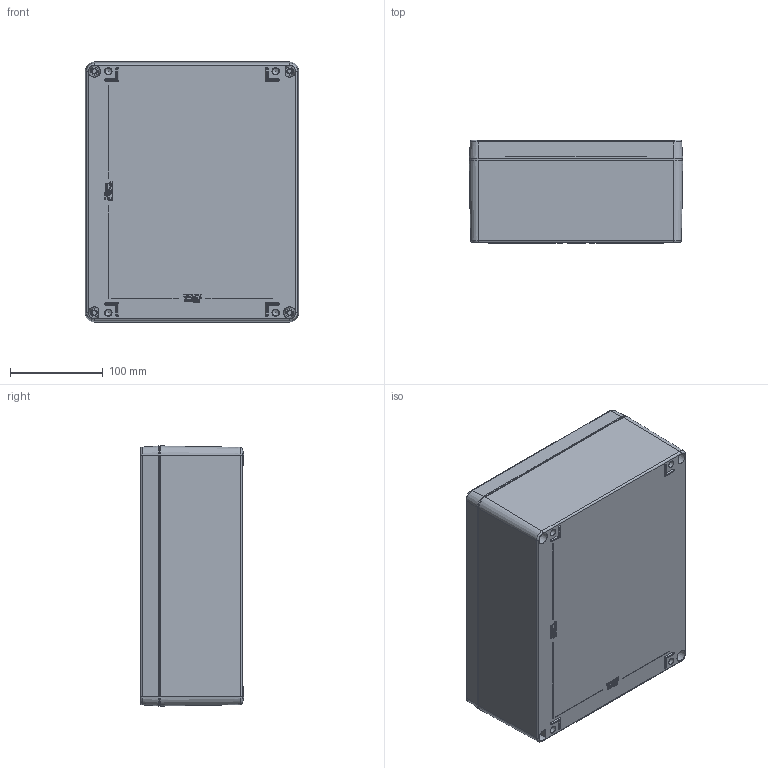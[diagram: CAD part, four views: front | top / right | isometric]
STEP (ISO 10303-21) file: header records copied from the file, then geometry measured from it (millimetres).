
FILE_DESCRIPTION( ( 'STEP AP214' ), '1' );
FILE_NAME( '15001501.stp', '2020-07-23T16:12:17', ( 'License CC BY-ND 4.0' ), ( 'CADENAS' ), ' ', 'PARTsolutions', ' ' );
FILE_SCHEMA( ( 'AUTOMOTIVE_DESIGN { 1 0 10303 214 1 1 1 1 }' ) );
Length unit declared in the file: millimetre
Products named in the file (18): 15001501; KASTEN-AL2823-11-1; SCHRAUBE_AL-GEH-M6X25-1; KASTEN-AL2823-11; DECKEL-AL2823; SCHRAUBE_AL-GEH-M6X25
Assembly tree (20 placements, depth 2):
  15001501
    KASTEN-AL2823-11-1
    KASTEN-AL2823-11-1
    KASTEN-AL2823-11-1
    KASTEN-AL2823-11-1
    KASTEN-AL2823-11-1
    KASTEN-AL2823-11-1
    KASTEN-AL2823-11-1
    KASTEN-AL2823-11-1
    KASTEN-AL2823-11-1
    KASTEN-AL2823-11-1
    KASTEN-AL2823-11-1
    KASTEN-AL2823-11-1
    SCHRAUBE_AL-GEH-M6X25-1
    KASTEN-AL2823-11
    DECKEL-AL2823
    SCHRAUBE_AL-GEH-M6X25  x4
    KASTEN-AL2823-11-1
Bounding box: 230 x 111 x 280 mm (x, y, z)
Volume: 1172465.2 mm3; surface area: 498263.5 mm2
Topology: 6 solids, 59 shells, 1409 faces, 3648 edges, 2431 vertices
Faces by surface type: plane 597, extrusion 325, cylinder 231, cone 112, torus 102, bspline 38, sphere 4
Full cylindrical faces by diameter (mm): 4.5 x2, 4.9 x1, 5 x22, 5.25 x4, 6 x14, 6.4 x5, 6.5 x14, 7.2 x5
Entity records: 47597 total; most frequent: CARTESIAN_POINT 17323, ORIENTED_EDGE 6242, DIRECTION 5210, EDGE_CURVE 3227, VERTEX_POINT 2231, VECTOR 1996, LINE 1671, EDGE_LOOP 1637
